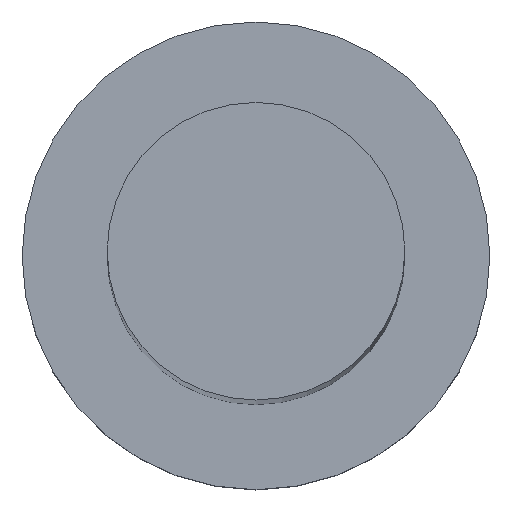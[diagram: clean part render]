
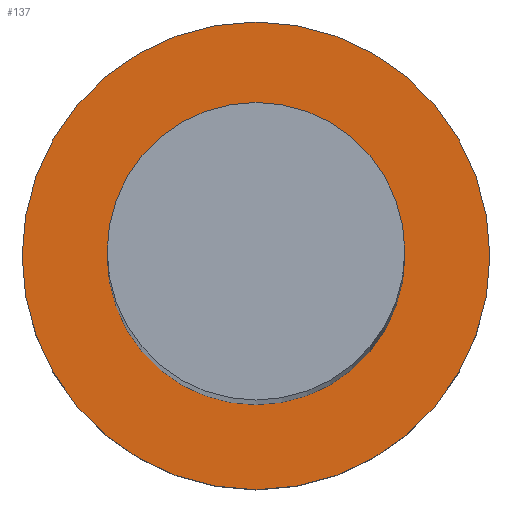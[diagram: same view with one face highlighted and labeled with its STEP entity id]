
A CAD part, top view. The second image highlights one B-rep face of the part: STEP entity #137.
In plain terms, the highlighted planar face has unit normal (0, 0, 1).
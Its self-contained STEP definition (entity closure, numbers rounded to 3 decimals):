
#8 = DIRECTION ( 'NONE',  ( 0., 0., 1. ) ) ;
#13 = DIRECTION ( 'NONE',  ( 0., 0., 1. ) ) ;
#26 = EDGE_LOOP ( 'NONE', ( #139, #98 ) ) ;
#30 = CARTESIAN_POINT ( 'NONE',  ( -7., 0., 7. ) ) ;
#32 = FACE_BOUND ( 'NONE', #26, .T. ) ;
#33 = DIRECTION ( 'NONE',  ( 0., 0., 1. ) ) ;
#35 = DIRECTION ( 'NONE',  ( 1., 0., 0. ) ) ;
#37 = EDGE_CURVE ( 'NONE', #50, #124, #242, .T. ) ;
#44 = EDGE_LOOP ( 'NONE', ( #202, #168 ) ) ;
#50 = VERTEX_POINT ( 'NONE', #226 ) ;
#55 = AXIS2_PLACEMENT_3D ( 'NONE', #191, #13, #169 ) ;
#68 = CIRCLE ( 'NONE', #160, 11. ) ;
#78 = DIRECTION ( 'NONE',  ( 1., 0., 0. ) ) ;
#81 = CARTESIAN_POINT ( 'NONE',  ( 0., 0., 7. ) ) ;
#95 = VERTEX_POINT ( 'NONE', #116 ) ;
#98 = ORIENTED_EDGE ( 'NONE', *, *, #189, .F. ) ;
#101 = AXIS2_PLACEMENT_3D ( 'NONE', #150, #149, #188 ) ;
#105 = PLANE ( 'NONE',  #101 ) ;
#116 = CARTESIAN_POINT ( 'NONE',  ( 7., 0., 7. ) ) ;
#122 = AXIS2_PLACEMENT_3D ( 'NONE', #81, #8, #78 ) ;
#124 = VERTEX_POINT ( 'NONE', #215 ) ;
#130 = DIRECTION ( 'NONE',  ( 0., 0., 1. ) ) ;
#137 = ADVANCED_FACE ( 'NONE', ( #32, #170 ), #105, .T. ) ;
#139 = ORIENTED_EDGE ( 'NONE', *, *, #254, .F. ) ;
#149 = DIRECTION ( 'NONE',  ( 0., 0., 1. ) ) ;
#150 = CARTESIAN_POINT ( 'NONE',  ( 0., 0., 7. ) ) ;
#160 = AXIS2_PLACEMENT_3D ( 'NONE', #214, #33, #35 ) ;
#168 = ORIENTED_EDGE ( 'NONE', *, *, #171, .T. ) ;
#169 = DIRECTION ( 'NONE',  ( 1., 0., 0. ) ) ;
#170 = FACE_OUTER_BOUND ( 'NONE', #44, .T. ) ;
#171 = EDGE_CURVE ( 'NONE', #124, #50, #68, .T. ) ;
#172 = CARTESIAN_POINT ( 'NONE',  ( 0., 0., 7. ) ) ;
#173 = DIRECTION ( 'NONE',  ( 1., 0., 0. ) ) ;
#188 = DIRECTION ( 'NONE',  ( 1., 0., 0. ) ) ;
#189 = EDGE_CURVE ( 'NONE', #95, #204, #197, .T. ) ;
#191 = CARTESIAN_POINT ( 'NONE',  ( 0., 0., 7. ) ) ;
#197 = CIRCLE ( 'NONE', #231, 7. ) ;
#202 = ORIENTED_EDGE ( 'NONE', *, *, #37, .T. ) ;
#204 = VERTEX_POINT ( 'NONE', #30 ) ;
#214 = CARTESIAN_POINT ( 'NONE',  ( 0., 0., 7. ) ) ;
#215 = CARTESIAN_POINT ( 'NONE',  ( 11., 0., 7. ) ) ;
#226 = CARTESIAN_POINT ( 'NONE',  ( -11., 0., 7. ) ) ;
#231 = AXIS2_PLACEMENT_3D ( 'NONE', #172, #130, #173 ) ;
#242 = CIRCLE ( 'NONE', #122, 11. ) ;
#249 = CIRCLE ( 'NONE', #55, 7. ) ;
#254 = EDGE_CURVE ( 'NONE', #204, #95, #249, .T. ) ;
